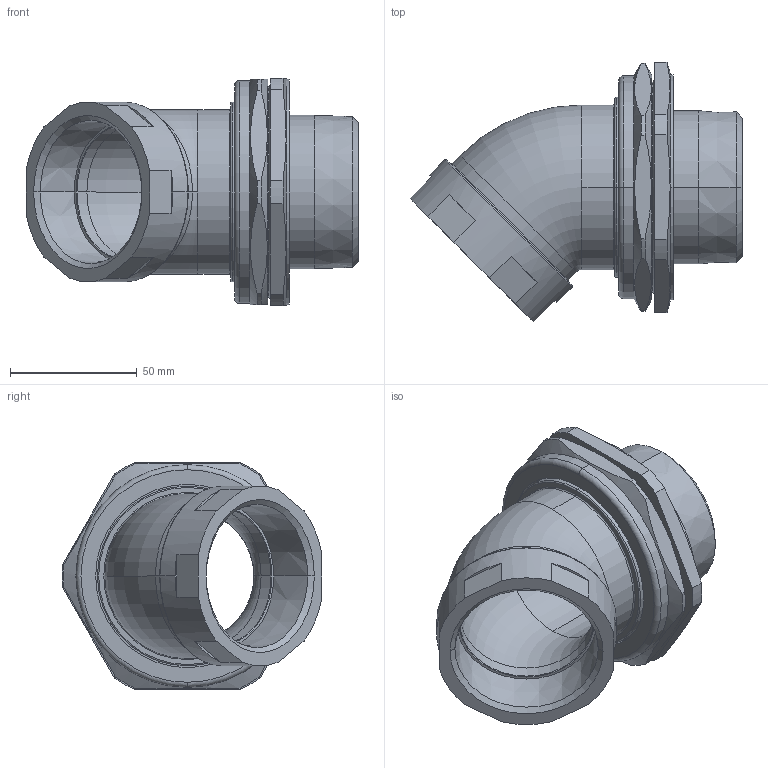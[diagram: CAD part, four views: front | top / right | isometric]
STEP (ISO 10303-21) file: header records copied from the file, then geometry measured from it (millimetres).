
FILE_DESCRIPTION (( 'STEP AP203' ), '1' );
FILE_NAME ('784DT6T65.STEP', '2022-11-15T10:35:18', ( '' ), ( '' ), 'SwSTEP 2.0', 'SolidWorks 2021', '' );
FILE_SCHEMA (( 'CONFIG_CONTROL_DESIGN' ));
Length unit declared in the file: millimetre
Products named in the file (1): 784DT6T65
Bounding box: 131.11 x 102.65 x 90 mm (x, y, z)
Volume: 185639.2 mm3; surface area: 62344.9 mm2
Topology: 1 solids, 17 shells, 204 faces, 448 edges, 272 vertices
Faces by surface type: cone 92, plane 52, cylinder 42, torus 18
Entity records: 7687 total; most frequent: CARTESIAN_POINT 3113, DIRECTION 960, ORIENTED_EDGE 896, EDGE_CURVE 448, AXIS2_PLACEMENT_3D 395, VERTEX_POINT 272, EDGE_LOOP 232, FACE_OUTER_BOUND 204
